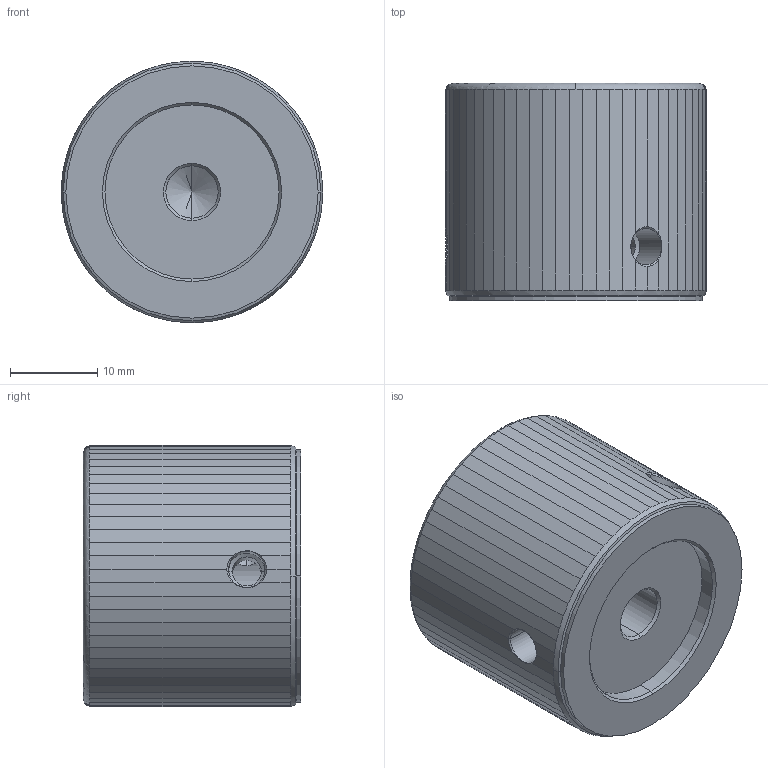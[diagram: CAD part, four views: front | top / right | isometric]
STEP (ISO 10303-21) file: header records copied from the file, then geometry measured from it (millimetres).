
FILE_DESCRIPTION (( 'STEP AP203' ), '1' );
FILE_NAME ('AC Knob v2 10mm setscrew diy.STEP', '2021-10-07T22:01:11', ( '' ), ( '' ), 'SwSTEP 2.0', 'SolidWorks 2018', '' );
FILE_SCHEMA (( 'CONFIG_CONTROL_DESIGN' ));
Length unit declared in the file: millimetre
Products named in the file (1): AC Knob v2 10mm setscrew diy
Bounding box: 30 x 25 x 30 mm (x, y, z)
Volume: 16198.5 mm3; surface area: 4418.3 mm2
Topology: 1 solids, 1 shells, 101 faces, 280 edges, 178 vertices
Faces by surface type: plane 67, cone 18, cylinder 14, torus 2
Entity records: 3536 total; most frequent: CARTESIAN_POINT 1217, ORIENTED_EDGE 556, DIRECTION 375, EDGE_CURVE 278, VERTEX_POINT 178, AXIS2_PLACEMENT_3D 138, EDGE_LOOP 104, ADVANCED_FACE 101
